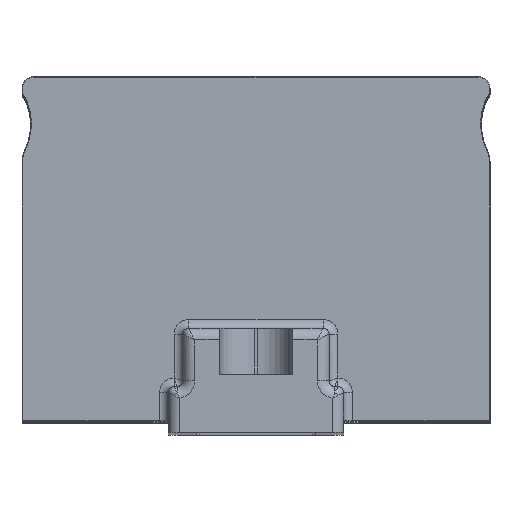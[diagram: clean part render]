
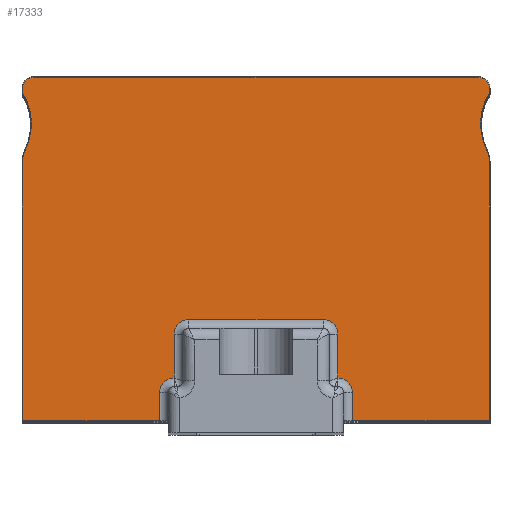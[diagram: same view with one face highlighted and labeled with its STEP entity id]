
A CAD part, top view. The second image highlights one B-rep face of the part: STEP entity #17333.
In plain terms, the highlighted planar face has unit normal (0, 0, 1).
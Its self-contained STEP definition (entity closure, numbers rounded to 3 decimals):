
#1252=DIRECTION('',(0.,-1.,0.));
#1253=VECTOR('',#1252,44.262);
#1254=CARTESIAN_POINT('',(-39.9,46.262,254.));
#1255=LINE('',#1254,#1253);
#1256=CARTESIAN_POINT('',(-35.,46.262,254.));
#1257=DIRECTION('',(0.,0.,1.));
#1258=DIRECTION('',(-0.9,0.436,0.));
#1259=AXIS2_PLACEMENT_3D('',#1256,#1257,#1258);
#1261=CARTESIAN_POINT('',(-48.5,52.8,254.));
#1262=DIRECTION('',(0.,0.,-1.));
#1263=DIRECTION('',(0.857,0.515,0.));
#1264=AXIS2_PLACEMENT_3D('',#1261,#1262,#1263);
#1266=CARTESIAN_POINT('',(-39.5,58.208,254.));
#1267=DIRECTION('',(0.,0.,1.));
#1268=DIRECTION('',(-1.,0.,0.));
#1269=AXIS2_PLACEMENT_3D('',#1266,#1267,#1268);
#1271=DIRECTION('',(0.,-1.,0.));
#1272=VECTOR('',#1271,0.592);
#1273=CARTESIAN_POINT('',(-39.9,58.8,254.));
#1274=LINE('',#1273,#1272);
#1275=CARTESIAN_POINT('',(-38.,58.8,254.));
#1276=DIRECTION('',(0.,0.,1.));
#1277=DIRECTION('',(0.,1.,0.));
#1278=AXIS2_PLACEMENT_3D('',#1275,#1276,#1277);
#1280=DIRECTION('',(-1.,0.,0.));
#1281=VECTOR('',#1280,76.);
#1282=CARTESIAN_POINT('',(38.,60.7,254.));
#1283=LINE('',#1282,#1281);
#1284=CARTESIAN_POINT('',(38.,58.8,254.));
#1285=DIRECTION('',(0.,0.,1.));
#1286=DIRECTION('',(1.,0.,0.));
#1287=AXIS2_PLACEMENT_3D('',#1284,#1285,#1286);
#1289=DIRECTION('',(0.,1.,0.));
#1290=VECTOR('',#1289,0.592);
#1291=CARTESIAN_POINT('',(39.9,58.208,254.));
#1292=LINE('',#1291,#1290);
#1293=CARTESIAN_POINT('',(39.5,58.208,254.));
#1294=DIRECTION('',(0.,0.,1.));
#1295=DIRECTION('',(0.857,-0.515,0.));
#1296=AXIS2_PLACEMENT_3D('',#1293,#1294,#1295);
#1298=CARTESIAN_POINT('',(48.5,52.8,254.));
#1299=DIRECTION('',(0.,0.,-1.));
#1300=DIRECTION('',(-0.9,-0.436,0.));
#1301=AXIS2_PLACEMENT_3D('',#1298,#1299,#1300);
#1303=CARTESIAN_POINT('',(35.,46.262,254.));
#1304=DIRECTION('',(0.,0.,1.));
#1305=DIRECTION('',(1.,0.,0.));
#1306=AXIS2_PLACEMENT_3D('',#1303,#1304,#1305);
#1308=DIRECTION('',(0.,1.,0.));
#1309=VECTOR('',#1308,44.262);
#1310=CARTESIAN_POINT('',(39.9,2.,254.));
#1311=LINE('',#1310,#1309);
#1312=DIRECTION('',(-1.,0.,0.));
#1313=VECTOR('',#1312,23.4);
#1314=CARTESIAN_POINT('',(39.9,2.,254.));
#1315=LINE('',#1314,#1313);
#1316=DIRECTION('',(0.,1.,0.));
#1317=VECTOR('',#1316,4.8);
#1318=CARTESIAN_POINT('',(16.5,2.,254.));
#1319=LINE('',#1318,#1317);
#1320=CARTESIAN_POINT('',(14.,6.8,254.));
#1321=DIRECTION('',(0.,0.,1.));
#1322=DIRECTION('',(1.,0.,0.));
#1323=AXIS2_PLACEMENT_3D('',#1320,#1321,#1322);
#1325=CARTESIAN_POINT('',(14.,9.3,254.));
#1326=CARTESIAN_POINT('',(14.,10.133,254.));
#1327=CARTESIAN_POINT('',(14.,11.8,254.));
#1328=CARTESIAN_POINT('',(14.,14.3,254.));
#1329=CARTESIAN_POINT('',(14.,15.967,254.));
#1330=CARTESIAN_POINT('',(14.,16.8,254.));
#1332=CARTESIAN_POINT('',(11.5,16.8,254.));
#1333=DIRECTION('',(0.,0.,1.));
#1334=DIRECTION('',(1.,0.,0.));
#1335=AXIS2_PLACEMENT_3D('',#1332,#1333,#1334);
#1337=DIRECTION('',(-1.,0.,0.));
#1338=VECTOR('',#1337,23.);
#1339=CARTESIAN_POINT('',(11.5,19.3,254.));
#1340=LINE('',#1339,#1338);
#1341=CARTESIAN_POINT('',(-11.5,16.8,254.));
#1342=DIRECTION('',(0.,0.,1.));
#1343=DIRECTION('',(0.,1.,0.));
#1344=AXIS2_PLACEMENT_3D('',#1341,#1342,#1343);
#1346=CARTESIAN_POINT('',(-14.,16.8,254.));
#1347=CARTESIAN_POINT('',(-14.,15.967,254.));
#1348=CARTESIAN_POINT('',(-14.,14.3,254.));
#1349=CARTESIAN_POINT('',(-14.,11.8,254.));
#1350=CARTESIAN_POINT('',(-14.,10.133,254.));
#1351=CARTESIAN_POINT('',(-14.,9.3,254.));
#1353=CARTESIAN_POINT('',(-14.,6.8,254.));
#1354=DIRECTION('',(0.,0.,1.));
#1355=DIRECTION('',(0.,1.,0.));
#1356=AXIS2_PLACEMENT_3D('',#1353,#1354,#1355);
#1358=DIRECTION('',(0.,-1.,0.));
#1359=VECTOR('',#1358,4.8);
#1360=CARTESIAN_POINT('',(-16.5,6.8,254.));
#1361=LINE('',#1360,#1359);
#1362=DIRECTION('',(-1.,0.,0.));
#1363=VECTOR('',#1362,23.4);
#1364=CARTESIAN_POINT('',(-16.5,2.,254.));
#1365=LINE('',#1364,#1363);
#13603=CARTESIAN_POINT('',(16.5,2.,254.));
#13604=CARTESIAN_POINT('',(16.5,6.8,254.));
#13605=VERTEX_POINT('',#13603);
#13606=VERTEX_POINT('',#13604);
#13607=CARTESIAN_POINT('',(14.,9.3,254.));
#13608=VERTEX_POINT('',#13607);
#13612=VERTEX_POINT('',#1346);
#13613=VERTEX_POINT('',#1351);
#13616=CARTESIAN_POINT('',(-11.5,19.3,254.));
#13617=VERTEX_POINT('',#13616);
#13620=CARTESIAN_POINT('',(11.5,19.3,254.));
#13621=VERTEX_POINT('',#13620);
#13624=CARTESIAN_POINT('',(14.,16.8,254.));
#13625=VERTEX_POINT('',#13624);
#13630=CARTESIAN_POINT('',(-16.5,6.8,254.));
#13631=CARTESIAN_POINT('',(-16.5,2.,254.));
#13632=VERTEX_POINT('',#13630);
#13633=VERTEX_POINT('',#13631);
#14572=CARTESIAN_POINT('',(-39.9,2.,254.));
#14574=VERTEX_POINT('',#14572);
#14578=CARTESIAN_POINT('',(-39.9,46.262,254.));
#14579=VERTEX_POINT('',#14578);
#14580=CARTESIAN_POINT('',(-39.41,48.398,254.));
#14581=VERTEX_POINT('',#14580);
#14584=CARTESIAN_POINT('',(-39.843,58.002,254.));
#14585=VERTEX_POINT('',#14584);
#14590=CARTESIAN_POINT('',(-39.9,58.8,254.));
#14591=CARTESIAN_POINT('',(-39.9,58.208,254.));
#14592=VERTEX_POINT('',#14590);
#14593=VERTEX_POINT('',#14591);
#14596=CARTESIAN_POINT('',(-38.,60.7,254.));
#14597=VERTEX_POINT('',#14596);
#14600=CARTESIAN_POINT('',(38.,60.7,254.));
#14601=VERTEX_POINT('',#14600);
#14604=CARTESIAN_POINT('',(39.9,58.8,254.));
#14605=VERTEX_POINT('',#14604);
#14608=CARTESIAN_POINT('',(39.9,58.208,254.));
#14609=VERTEX_POINT('',#14608);
#14614=CARTESIAN_POINT('',(39.41,48.398,254.));
#14615=CARTESIAN_POINT('',(39.843,58.002,254.));
#14616=VERTEX_POINT('',#14614);
#14617=VERTEX_POINT('',#14615);
#14620=CARTESIAN_POINT('',(39.9,46.262,254.));
#14621=VERTEX_POINT('',#14620);
#14625=CARTESIAN_POINT('',(39.9,2.,254.));
#14627=VERTEX_POINT('',#14625);
#17279=CARTESIAN_POINT('',(0.,0.,254.));
#17280=DIRECTION('',(0.,0.,1.));
#17281=DIRECTION('',(1.,0.,0.));
#17282=AXIS2_PLACEMENT_3D('',#17279,#17280,#17281);
#17283=PLANE('',#17282);
#17285=ORIENTED_EDGE('',*,*,#17284,.F.);
#17287=ORIENTED_EDGE('',*,*,#17286,.F.);
#17289=ORIENTED_EDGE('',*,*,#17288,.F.);
#17291=ORIENTED_EDGE('',*,*,#17290,.F.);
#17293=ORIENTED_EDGE('',*,*,#17292,.F.);
#17295=ORIENTED_EDGE('',*,*,#17294,.F.);
#17297=ORIENTED_EDGE('',*,*,#17296,.F.);
#17299=ORIENTED_EDGE('',*,*,#17298,.F.);
#17301=ORIENTED_EDGE('',*,*,#17300,.F.);
#17303=ORIENTED_EDGE('',*,*,#17302,.F.);
#17305=ORIENTED_EDGE('',*,*,#17304,.F.);
#17307=ORIENTED_EDGE('',*,*,#17306,.F.);
#17309=ORIENTED_EDGE('',*,*,#17308,.F.);
#17311=ORIENTED_EDGE('',*,*,#17310,.T.);
#17313=ORIENTED_EDGE('',*,*,#17312,.T.);
#17315=ORIENTED_EDGE('',*,*,#17314,.T.);
#17317=ORIENTED_EDGE('',*,*,#17316,.T.);
#17319=ORIENTED_EDGE('',*,*,#17318,.T.);
#17321=ORIENTED_EDGE('',*,*,#17320,.T.);
#17323=ORIENTED_EDGE('',*,*,#17322,.T.);
#17325=ORIENTED_EDGE('',*,*,#17324,.T.);
#17326=ORIENTED_EDGE('',*,*,#17269,.T.);
#17328=ORIENTED_EDGE('',*,*,#17327,.T.);
#17330=ORIENTED_EDGE('',*,*,#17329,.T.);
#17331=EDGE_LOOP('',(#17285,#17287,#17289,#17291,#17293,#17295,#17297,#17299,
#17301,#17303,#17305,#17307,#17309,#17311,#17313,#17315,#17317,#17319,#17321,
#17323,#17325,#17326,#17328,#17330));
#17332=FACE_OUTER_BOUND('',#17331,.F.);
#17333=ADVANCED_FACE('',(#17332),#17283,.T.);
#1260=CIRCLE('',#1259,4.9);
#1265=CIRCLE('',#1264,10.1);
#1270=CIRCLE('',#1269,0.4);
#1279=CIRCLE('',#1278,1.9);
#1288=CIRCLE('',#1287,1.9);
#1297=CIRCLE('',#1296,0.4);
#1302=CIRCLE('',#1301,10.1);
#1307=CIRCLE('',#1306,4.9);
#1324=CIRCLE('',#1323,2.5);
#1331=B_SPLINE_CURVE_WITH_KNOTS('',3,(#1325,#1326,#1327,#1328,#1329,#1330),
.UNSPECIFIED.,.F.,.F.,(4,1,1,4),(0.,0.333,0.667,1.),
.UNSPECIFIED.);
#1336=CIRCLE('',#1335,2.5);
#1345=CIRCLE('',#1344,2.5);
#1352=B_SPLINE_CURVE_WITH_KNOTS('',3,(#1346,#1347,#1348,#1349,#1350,#1351),
.UNSPECIFIED.,.F.,.F.,(4,1,1,4),(0.,0.333,0.667,1.),
.UNSPECIFIED.);
#1357=CIRCLE('',#1356,2.5);
#17269=EDGE_CURVE('',#13613,#13632,#1357,.T.);
#17284=EDGE_CURVE('',#14579,#14574,#1255,.T.);
#17286=EDGE_CURVE('',#14581,#14579,#1260,.T.);
#17288=EDGE_CURVE('',#14585,#14581,#1265,.T.);
#17290=EDGE_CURVE('',#14593,#14585,#1270,.T.);
#17292=EDGE_CURVE('',#14592,#14593,#1274,.T.);
#17294=EDGE_CURVE('',#14597,#14592,#1279,.T.);
#17296=EDGE_CURVE('',#14601,#14597,#1283,.T.);
#17298=EDGE_CURVE('',#14605,#14601,#1288,.T.);
#17300=EDGE_CURVE('',#14609,#14605,#1292,.T.);
#17302=EDGE_CURVE('',#14617,#14609,#1297,.T.);
#17304=EDGE_CURVE('',#14616,#14617,#1302,.T.);
#17306=EDGE_CURVE('',#14621,#14616,#1307,.T.);
#17308=EDGE_CURVE('',#14627,#14621,#1311,.T.);
#17310=EDGE_CURVE('',#14627,#13605,#1315,.T.);
#17312=EDGE_CURVE('',#13605,#13606,#1319,.T.);
#17314=EDGE_CURVE('',#13606,#13608,#1324,.T.);
#17316=EDGE_CURVE('',#13608,#13625,#1331,.T.);
#17318=EDGE_CURVE('',#13625,#13621,#1336,.T.);
#17320=EDGE_CURVE('',#13621,#13617,#1340,.T.);
#17322=EDGE_CURVE('',#13617,#13612,#1345,.T.);
#17324=EDGE_CURVE('',#13612,#13613,#1352,.T.);
#17327=EDGE_CURVE('',#13632,#13633,#1361,.T.);
#17329=EDGE_CURVE('',#13633,#14574,#1365,.T.);
